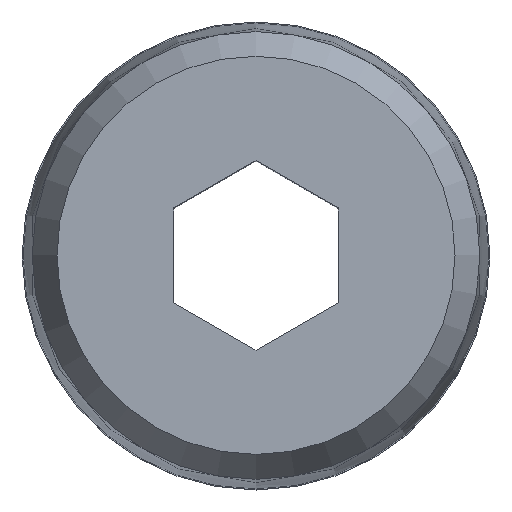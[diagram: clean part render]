
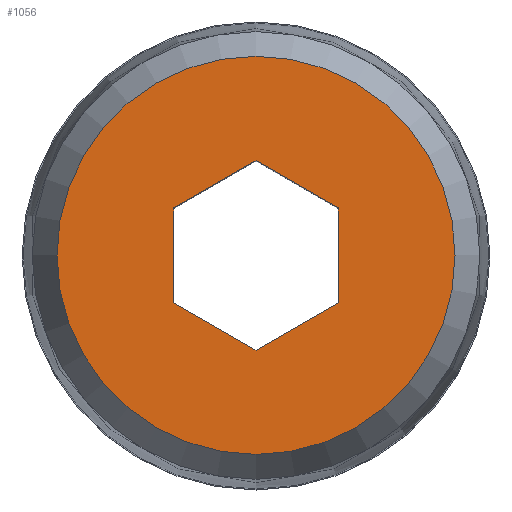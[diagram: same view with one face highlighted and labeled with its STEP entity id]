
A CAD part, top view. The second image highlights one B-rep face of the part: STEP entity #1056.
In plain terms, the highlighted planar face has unit normal (0, 0, 1).
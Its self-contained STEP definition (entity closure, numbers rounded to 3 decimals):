
#53=PLANE('',#1188);
#126=LINE('',#1826,#204);
#127=LINE('',#1829,#205);
#128=LINE('',#1831,#206);
#129=LINE('',#1833,#207);
#130=LINE('',#1835,#208);
#131=LINE('',#1837,#209);
#204=VECTOR('',#1459,1000.);
#205=VECTOR('',#1460,1000.);
#206=VECTOR('',#1461,1000.);
#207=VECTOR('',#1462,1000.);
#208=VECTOR('',#1463,1000.);
#209=VECTOR('',#1464,1000.);
#403=ORIENTED_EDGE('',*,*,#657,.F.);
#404=ORIENTED_EDGE('',*,*,#658,.F.);
#405=ORIENTED_EDGE('',*,*,#659,.F.);
#406=ORIENTED_EDGE('',*,*,#660,.F.);
#407=ORIENTED_EDGE('',*,*,#661,.F.);
#408=ORIENTED_EDGE('',*,*,#662,.F.);
#409=ORIENTED_EDGE('',*,*,#656,.T.);
#656=EDGE_CURVE('',#777,#777,#844,.T.);
#657=EDGE_CURVE('',#778,#779,#126,.T.);
#658=EDGE_CURVE('',#780,#778,#127,.T.);
#659=EDGE_CURVE('',#781,#780,#128,.T.);
#660=EDGE_CURVE('',#782,#781,#129,.T.);
#661=EDGE_CURVE('',#783,#782,#130,.T.);
#662=EDGE_CURVE('',#779,#783,#131,.T.);
#777=VERTEX_POINT('',#1824);
#778=VERTEX_POINT('',#1827);
#779=VERTEX_POINT('',#1828);
#780=VERTEX_POINT('',#1830);
#781=VERTEX_POINT('',#1832);
#782=VERTEX_POINT('',#1834);
#783=VERTEX_POINT('',#1836);
#844=CIRCLE('',#1187,7.275);
#899=EDGE_LOOP('',(#403,#404,#405,#406,#407,#408));
#900=EDGE_LOOP('',(#409));
#979=FACE_BOUND('',#899,.T.);
#980=FACE_BOUND('',#900,.T.);
#1056=ADVANCED_FACE('',(#979,#980),#53,.F.);
#1187=AXIS2_PLACEMENT_3D('',#1823,#1455,#1456);
#1188=AXIS2_PLACEMENT_3D('',#1825,#1457,#1458);
#1455=DIRECTION('',(0.,0.,1.));
#1456=DIRECTION('',(0.,-1.,0.));
#1457=DIRECTION('',(0.,0.,-1.));
#1458=DIRECTION('',(0.,1.,0.));
#1459=DIRECTION('',(0.866,0.5,0.));
#1460=DIRECTION('',(0.866,-0.5,0.));
#1461=DIRECTION('',(0.,-1.,0.));
#1462=DIRECTION('',(-0.866,-0.5,0.));
#1463=DIRECTION('',(-0.866,0.5,0.));
#1464=DIRECTION('',(0.,1.,0.));
#1823=CARTESIAN_POINT('',(0.,0.,14.167));
#1824=CARTESIAN_POINT('',(0.,-7.275,14.167));
#1825=CARTESIAN_POINT('',(0.,-7.275,14.167));
#1826=CARTESIAN_POINT('',(0.,-3.464,14.167));
#1827=CARTESIAN_POINT('',(0.,-3.464,14.167));
#1828=CARTESIAN_POINT('',(3.,-1.732,14.167));
#1829=CARTESIAN_POINT('',(-3.,-1.732,14.167));
#1830=CARTESIAN_POINT('',(-3.,-1.732,14.167));
#1831=CARTESIAN_POINT('',(-3.,1.732,14.167));
#1832=CARTESIAN_POINT('',(-3.,1.732,14.167));
#1833=CARTESIAN_POINT('',(0.,3.464,14.167));
#1834=CARTESIAN_POINT('',(0.,3.464,14.167));
#1835=CARTESIAN_POINT('',(3.,1.732,14.167));
#1836=CARTESIAN_POINT('',(3.,1.732,14.167));
#1837=CARTESIAN_POINT('',(3.,-1.732,14.167));
